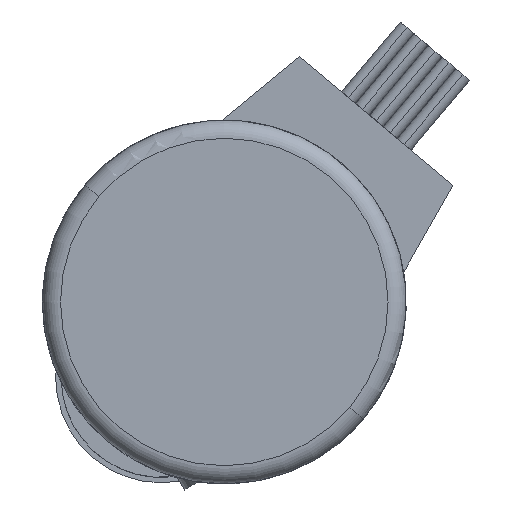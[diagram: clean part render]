
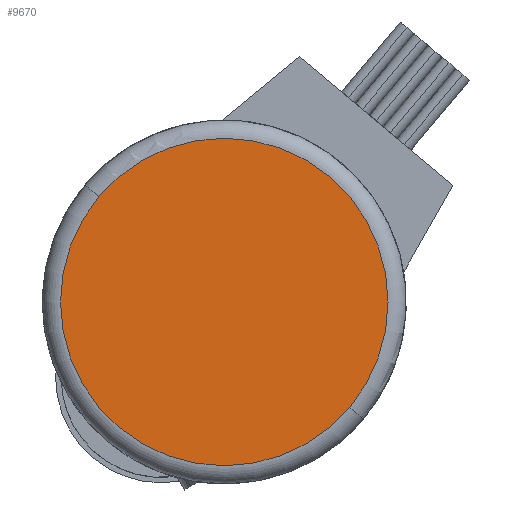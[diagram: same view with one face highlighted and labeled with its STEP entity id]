
A CAD part, left-side view. The second image highlights one B-rep face of the part: STEP entity #9670.
In plain terms, the highlighted face is planar.
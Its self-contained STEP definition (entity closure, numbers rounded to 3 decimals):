
#6932 = TOROIDAL_SURFACE('',#6933,9.,1.);
#6933 = AXIS2_PLACEMENT_3D('',#6934,#6935,#6936);
#6934 = CARTESIAN_POINT('',(0.,0.,1.));
#6935 = DIRECTION('',(0.,0.,1.));
#6936 = DIRECTION('',(1.,0.,-0.));
#7239 = TOROIDAL_SURFACE('',#7240,9.,1.);
#7240 = AXIS2_PLACEMENT_3D('',#7241,#7242,#7243);
#7241 = CARTESIAN_POINT('',(0.,0.,1.));
#7242 = DIRECTION('',(0.,0.,1.));
#7243 = DIRECTION('',(1.,0.,-0.));
#8233 = EDGE_CURVE('',#8234,#8236,#8238,.T.);
#8234 = VERTEX_POINT('',#8235);
#8235 = CARTESIAN_POINT('',(-9.,0.,0.));
#8236 = VERTEX_POINT('',#8237);
#8237 = CARTESIAN_POINT('',(9.,0.,0.));
#8238 = SURFACE_CURVE('',#8239,(#8244,#8273),.PCURVE_S1.);
#8239 = CIRCLE('',#8240,9.);
#8240 = AXIS2_PLACEMENT_3D('',#8241,#8242,#8243);
#8241 = CARTESIAN_POINT('',(0.,0.,0.));
#8242 = DIRECTION('',(0.,0.,-1.));
#8243 = DIRECTION('',(1.,0.,0.));
#8244 = PCURVE('',#6932,#8245);
#8245 = DEFINITIONAL_REPRESENTATION('',(#8246),#8272);
#8246 = B_SPLINE_CURVE_WITH_KNOTS('',3,(#8247,#8248,#8249,#8250,#8251,
    #8252,#8253,#8254,#8255,#8256,#8257,#8258,#8259,#8260,#8261,#8262,
    #8263,#8264,#8265,#8266,#8267,#8268,#8269,#8270,#8271),
  .UNSPECIFIED.,.F.,.F.,(4,1,1,1,1,1,1,1,1,1,1,1,1,1,1,1,1,1,1,1,1,1,4),
  (3.142,3.284,3.427,3.57,
    3.713,3.856,3.998,4.141,
    4.284,4.427,4.57,4.712,
    4.855,4.998,5.141,5.284,
    5.426,5.569,5.712,5.855,
    5.998,6.14,6.283),.UNSPECIFIED.);
#8247 = CARTESIAN_POINT('',(3.142,4.712));
#8248 = CARTESIAN_POINT('',(3.094,4.712));
#8249 = CARTESIAN_POINT('',(2.999,4.712));
#8250 = CARTESIAN_POINT('',(2.856,4.712));
#8251 = CARTESIAN_POINT('',(2.713,4.712));
#8252 = CARTESIAN_POINT('',(2.57,4.712));
#8253 = CARTESIAN_POINT('',(2.428,4.712));
#8254 = CARTESIAN_POINT('',(2.285,4.712));
#8255 = CARTESIAN_POINT('',(2.142,4.712));
#8256 = CARTESIAN_POINT('',(1.999,4.712));
#8257 = CARTESIAN_POINT('',(1.856,4.712));
#8258 = CARTESIAN_POINT('',(1.714,4.712));
#8259 = CARTESIAN_POINT('',(1.571,4.712));
#8260 = CARTESIAN_POINT('',(1.428,4.712));
#8261 = CARTESIAN_POINT('',(1.285,4.712));
#8262 = CARTESIAN_POINT('',(1.142,4.712));
#8263 = CARTESIAN_POINT('',(1.,4.712));
#8264 = CARTESIAN_POINT('',(0.857,4.712));
#8265 = CARTESIAN_POINT('',(0.714,4.712));
#8266 = CARTESIAN_POINT('',(0.571,4.712));
#8267 = CARTESIAN_POINT('',(0.428,4.712));
#8268 = CARTESIAN_POINT('',(0.286,4.712));
#8269 = CARTESIAN_POINT('',(0.143,4.712));
#8270 = CARTESIAN_POINT('',(0.048,4.712));
#8271 = CARTESIAN_POINT('',(0.,4.712));
#8272 = ( GEOMETRIC_REPRESENTATION_CONTEXT(2) 
PARAMETRIC_REPRESENTATION_CONTEXT() REPRESENTATION_CONTEXT('2D SPACE',''
  ) );
#8273 = PCURVE('',#8274,#8279);
#8274 = PLANE('',#8275);
#8275 = AXIS2_PLACEMENT_3D('',#8276,#8277,#8278);
#8276 = CARTESIAN_POINT('',(0.,0.,0.));
#8277 = DIRECTION('',(0.,0.,1.));
#8278 = DIRECTION('',(1.,0.,-0.));
#8279 = DEFINITIONAL_REPRESENTATION('',(#8280),#8288);
#8280 = ( BOUNDED_CURVE() B_SPLINE_CURVE(2,(#8281,#8282,#8283,#8284,
#8285,#8286,#8287),.UNSPECIFIED.,.T.,.F.) B_SPLINE_CURVE_WITH_KNOTS((1,2
    ,2,2,2,1),(-2.094,0.,2.094,4.189,
6.283,8.378),.UNSPECIFIED.) CURVE() 
GEOMETRIC_REPRESENTATION_ITEM() RATIONAL_B_SPLINE_CURVE((1.,0.5,1.,0.5,
1.,0.5,1.)) REPRESENTATION_ITEM('') );
#8281 = CARTESIAN_POINT('',(9.,0.));
#8282 = CARTESIAN_POINT('',(9.,-15.588));
#8283 = CARTESIAN_POINT('',(-4.5,-7.794));
#8284 = CARTESIAN_POINT('',(-18.,0.));
#8285 = CARTESIAN_POINT('',(-4.5,7.794));
#8286 = CARTESIAN_POINT('',(9.,15.588));
#8287 = CARTESIAN_POINT('',(9.,0.));
#8288 = ( GEOMETRIC_REPRESENTATION_CONTEXT(2) 
PARAMETRIC_REPRESENTATION_CONTEXT() REPRESENTATION_CONTEXT('2D SPACE',''
  ) );
#8427 = EDGE_CURVE('',#8236,#8234,#8428,.T.);
#8428 = SURFACE_CURVE('',#8429,(#8434,#8463),.PCURVE_S1.);
#8429 = CIRCLE('',#8430,9.);
#8430 = AXIS2_PLACEMENT_3D('',#8431,#8432,#8433);
#8431 = CARTESIAN_POINT('',(0.,0.,0.));
#8432 = DIRECTION('',(0.,0.,-1.));
#8433 = DIRECTION('',(1.,0.,0.));
#8434 = PCURVE('',#7239,#8435);
#8435 = DEFINITIONAL_REPRESENTATION('',(#8436),#8462);
#8436 = B_SPLINE_CURVE_WITH_KNOTS('',3,(#8437,#8438,#8439,#8440,#8441,
    #8442,#8443,#8444,#8445,#8446,#8447,#8448,#8449,#8450,#8451,#8452,
    #8453,#8454,#8455,#8456,#8457,#8458,#8459,#8460,#8461),
  .UNSPECIFIED.,.F.,.F.,(4,1,1,1,1,1,1,1,1,1,1,1,1,1,1,1,1,1,1,1,1,1,4),
  (0.,0.143,0.286,0.428,0.571,
    0.714,0.857,1.,1.142,
    1.285,1.428,1.571,1.714,
    1.856,1.999,2.142,2.285,
    2.428,2.57,2.713,2.856,
    2.999,3.142),.UNSPECIFIED.);
#8437 = CARTESIAN_POINT('',(6.283,4.712));
#8438 = CARTESIAN_POINT('',(6.236,4.712));
#8439 = CARTESIAN_POINT('',(6.14,4.712));
#8440 = CARTESIAN_POINT('',(5.998,4.712));
#8441 = CARTESIAN_POINT('',(5.855,4.712));
#8442 = CARTESIAN_POINT('',(5.712,4.712));
#8443 = CARTESIAN_POINT('',(5.569,4.712));
#8444 = CARTESIAN_POINT('',(5.426,4.712));
#8445 = CARTESIAN_POINT('',(5.284,4.712));
#8446 = CARTESIAN_POINT('',(5.141,4.712));
#8447 = CARTESIAN_POINT('',(4.998,4.712));
#8448 = CARTESIAN_POINT('',(4.855,4.712));
#8449 = CARTESIAN_POINT('',(4.712,4.712));
#8450 = CARTESIAN_POINT('',(4.57,4.712));
#8451 = CARTESIAN_POINT('',(4.427,4.712));
#8452 = CARTESIAN_POINT('',(4.284,4.712));
#8453 = CARTESIAN_POINT('',(4.141,4.712));
#8454 = CARTESIAN_POINT('',(3.998,4.712));
#8455 = CARTESIAN_POINT('',(3.856,4.712));
#8456 = CARTESIAN_POINT('',(3.713,4.712));
#8457 = CARTESIAN_POINT('',(3.57,4.712));
#8458 = CARTESIAN_POINT('',(3.427,4.712));
#8459 = CARTESIAN_POINT('',(3.284,4.712));
#8460 = CARTESIAN_POINT('',(3.189,4.712));
#8461 = CARTESIAN_POINT('',(3.142,4.712));
#8462 = ( GEOMETRIC_REPRESENTATION_CONTEXT(2) 
PARAMETRIC_REPRESENTATION_CONTEXT() REPRESENTATION_CONTEXT('2D SPACE',''
  ) );
#8463 = PCURVE('',#8274,#8464);
#8464 = DEFINITIONAL_REPRESENTATION('',(#8465),#8473);
#8465 = ( BOUNDED_CURVE() B_SPLINE_CURVE(2,(#8466,#8467,#8468,#8469,
#8470,#8471,#8472),.UNSPECIFIED.,.T.,.F.) B_SPLINE_CURVE_WITH_KNOTS((1,2
    ,2,2,2,1),(-2.094,0.,2.094,4.189,
6.283,8.378),.UNSPECIFIED.) CURVE() 
GEOMETRIC_REPRESENTATION_ITEM() RATIONAL_B_SPLINE_CURVE((1.,0.5,1.,0.5,
1.,0.5,1.)) REPRESENTATION_ITEM('') );
#8466 = CARTESIAN_POINT('',(9.,0.));
#8467 = CARTESIAN_POINT('',(9.,-15.588));
#8468 = CARTESIAN_POINT('',(-4.5,-7.794));
#8469 = CARTESIAN_POINT('',(-18.,0.));
#8470 = CARTESIAN_POINT('',(-4.5,7.794));
#8471 = CARTESIAN_POINT('',(9.,15.588));
#8472 = CARTESIAN_POINT('',(9.,0.));
#8473 = ( GEOMETRIC_REPRESENTATION_CONTEXT(2) 
PARAMETRIC_REPRESENTATION_CONTEXT() REPRESENTATION_CONTEXT('2D SPACE',''
  ) );
#9670 = ADVANCED_FACE('',(#9671),#8274,.F.);
#9671 = FACE_BOUND('',#9672,.T.);
#9672 = EDGE_LOOP('',(#9673,#9674));
#9673 = ORIENTED_EDGE('',*,*,#8427,.T.);
#9674 = ORIENTED_EDGE('',*,*,#8233,.T.);
